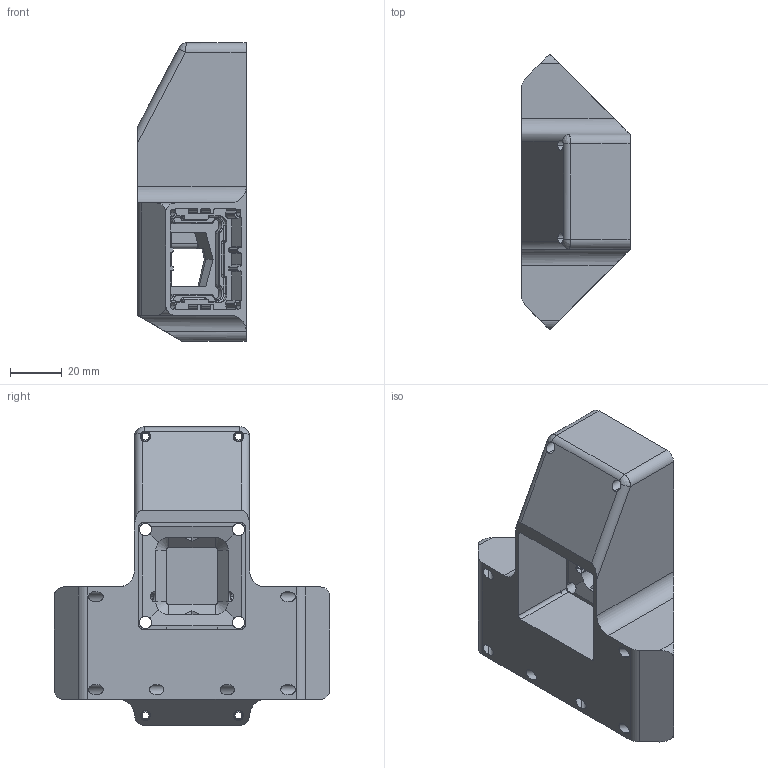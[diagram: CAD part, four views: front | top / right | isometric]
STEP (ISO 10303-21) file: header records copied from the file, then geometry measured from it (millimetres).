
FILE_DESCRIPTION(/* description */ ('VariCAD 2015-2.06 AP-214'),/* implementation_level */ '2;1');
FILE_NAME(/* name */ '0393-27-08a.stp',/* time_stamp */ '2016-05-11T13:54:34-06:00',/* author */ (''),/* organization */ (''),/* preprocessor_version */ 'ST-DEVELOPER v14',/* originating_system */ 'VariCAD 2015-2.06; kernel version (20130303)',/* authorisation */ '');
FILE_SCHEMA (('AUTOMOTIVE_DESIGN'));
Length unit declared in the file: millimetre
Products named in the file (2): 0393-27-08a
Assembly tree (1 placements, depth 2):
  0393-27-08a
    0393-27-08a
Bounding box: 42 x 106.82 x 115.5 mm (x, y, z)
Volume: 119716.1 mm3; surface area: 48662.5 mm2
Topology: 1 solids, 1 shells, 1096 faces, 3144 edges, 2025 vertices
Faces by surface type: cylinder 522, plane 440, torus 77, cone 28, sphere 27, bspline 2
Entity records: 39932 total; most frequent: CARTESIAN_POINT 7905, DIRECTION 6414, ORIENTED_EDGE 6234, EDGE_CURVE 3117, AXIS2_PLACEMENT_3D 2316, VERTEX_POINT 2025, LINE 1782, VECTOR 1782
